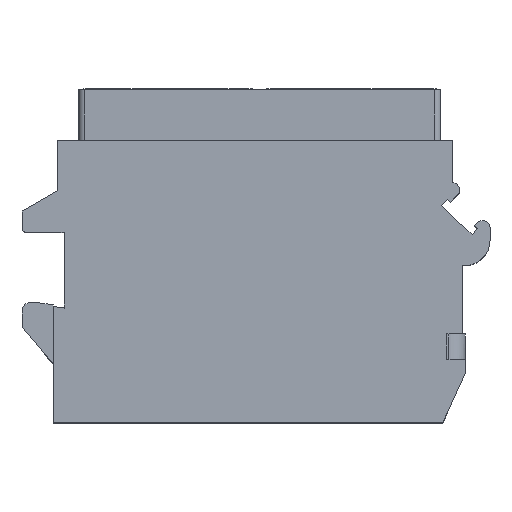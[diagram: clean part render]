
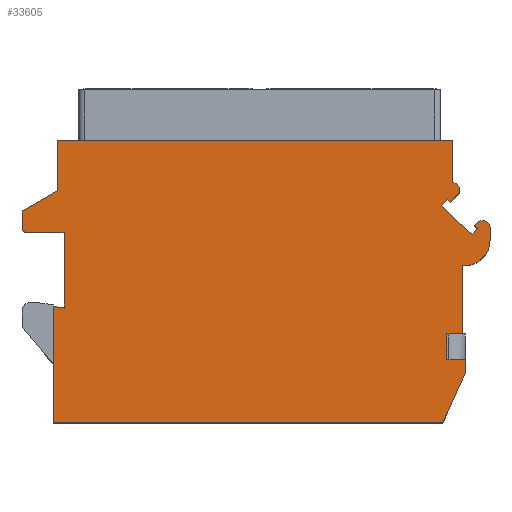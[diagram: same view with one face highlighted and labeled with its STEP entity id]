
A CAD part, top view. The second image highlights one B-rep face of the part: STEP entity #33605.
In plain terms, the highlighted planar face has unit normal (0, 0, 1).
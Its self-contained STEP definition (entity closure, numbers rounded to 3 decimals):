
#382=DIRECTION('',(-1.,0.,0.));
#383=VECTOR('',#382,1.1);
#384=CARTESIAN_POINT('',(14.372,6.3,7.));
#385=LINE('',#384,#383);
#386=DIRECTION('',(0.,-1.,0.));
#387=VECTOR('',#386,1.8);
#388=CARTESIAN_POINT('',(13.272,6.3,7.));
#389=LINE('',#388,#387);
#390=DIRECTION('',(1.,0.,0.));
#391=VECTOR('',#390,1.3);
#392=CARTESIAN_POINT('',(13.272,4.5,7.));
#393=LINE('',#392,#391);
#394=DIRECTION('',(0.,1.,0.));
#395=VECTOR('',#394,1.);
#396=CARTESIAN_POINT('',(14.572,3.5,7.));
#397=LINE('',#396,#395);
#398=DIRECTION('',(0.416,0.909,0.));
#399=VECTOR('',#398,3.848);
#400=CARTESIAN_POINT('',(12.972,0.,7.));
#401=LINE('',#400,#399);
#402=DIRECTION('',(1.,0.,0.));
#403=VECTOR('',#402,27.6);
#404=CARTESIAN_POINT('',(-14.628,0.,7.));
#405=LINE('',#404,#403);
#406=DIRECTION('',(0.,-1.,0.));
#407=VECTOR('',#406,8.232);
#408=CARTESIAN_POINT('',(-14.628,8.232,7.));
#409=LINE('',#408,#407);
#410=DIRECTION('',(-0.991,0.133,0.));
#411=VECTOR('',#410,0.807);
#412=CARTESIAN_POINT('',(-13.828,8.125,7.));
#413=LINE('',#412,#411);
#414=DIRECTION('',(0.,-1.,0.));
#415=VECTOR('',#414,5.375);
#416=CARTESIAN_POINT('',(-13.828,13.5,7.));
#417=LINE('',#416,#415);
#418=DIRECTION('',(1.,0.,0.));
#419=VECTOR('',#418,0.4);
#420=CARTESIAN_POINT('',(-14.228,13.5,7.));
#421=LINE('',#420,#419);
#422=DIRECTION('',(1.,0.,0.));
#423=VECTOR('',#422,2.3);
#424=CARTESIAN_POINT('',(-16.528,13.5,7.));
#425=LINE('',#424,#423);
#426=CARTESIAN_POINT('',(-16.528,13.8,7.));
#427=DIRECTION('',(0.,0.,1.));
#428=DIRECTION('',(-1.,0.,0.));
#429=AXIS2_PLACEMENT_3D('',#426,#427,#428);
#431=DIRECTION('',(0.,-1.,0.));
#432=VECTOR('',#431,1.2);
#433=CARTESIAN_POINT('',(-16.828,15.,7.));
#434=LINE('',#433,#432);
#435=DIRECTION('',(-0.866,-0.5,0.));
#436=VECTOR('',#435,2.887);
#437=CARTESIAN_POINT('',(-14.328,16.443,7.));
#438=LINE('',#437,#436);
#439=DIRECTION('',(0.,-1.,0.));
#440=VECTOR('',#439,3.557);
#441=CARTESIAN_POINT('',(-14.328,20.,7.));
#442=LINE('',#441,#440);
#443=DIRECTION('',(-1.,0.,0.));
#444=VECTOR('',#443,28.);
#445=CARTESIAN_POINT('',(13.672,20.,7.));
#446=LINE('',#445,#444);
#447=DIRECTION('',(0.,1.,0.));
#448=VECTOR('',#447,3.);
#449=CARTESIAN_POINT('',(13.672,17.,7.));
#450=LINE('',#449,#448);
#451=DIRECTION('',(-1.,0.,0.));
#452=VECTOR('',#451,0.01);
#453=CARTESIAN_POINT('',(13.682,17.,7.));
#454=LINE('',#453,#452);
#455=CARTESIAN_POINT('',(13.682,16.5,7.));
#456=DIRECTION('',(0.,0.,1.));
#457=DIRECTION('',(0.718,-0.696,0.));
#458=AXIS2_PLACEMENT_3D('',#455,#456,#457);
#460=DIRECTION('',(0.696,0.718,0.));
#461=VECTOR('',#460,0.738);
#462=CARTESIAN_POINT('',(13.528,15.622,7.));
#463=LINE('',#462,#461);
#464=DIRECTION('',(0.718,-0.696,0.));
#465=VECTOR('',#464,0.3);
#466=CARTESIAN_POINT('',(13.313,15.831,7.));
#467=LINE('',#466,#465);
#468=DIRECTION('',(0.696,0.718,0.));
#469=VECTOR('',#468,0.6);
#470=CARTESIAN_POINT('',(12.895,15.4,7.));
#471=LINE('',#470,#469);
#472=DIRECTION('',(-0.718,0.696,0.));
#473=VECTOR('',#472,3.);
#474=CARTESIAN_POINT('',(15.05,13.313,7.));
#475=LINE('',#474,#473);
#476=DIRECTION('',(-0.696,-0.718,0.));
#477=VECTOR('',#476,0.6);
#478=CARTESIAN_POINT('',(15.468,13.744,7.));
#479=LINE('',#478,#477);
#480=DIRECTION('',(0.718,-0.696,0.));
#481=VECTOR('',#480,0.3);
#482=CARTESIAN_POINT('',(15.252,13.953,7.));
#483=LINE('',#482,#481);
#484=DIRECTION('',(-0.696,-0.718,0.));
#485=VECTOR('',#484,0.303);
#486=CARTESIAN_POINT('',(15.463,14.17,7.));
#487=LINE('',#486,#485);
#488=CARTESIAN_POINT('',(15.822,13.822,7.));
#489=DIRECTION('',(0.,0.,1.));
#490=DIRECTION('',(1.,0.,0.));
#491=AXIS2_PLACEMENT_3D('',#488,#489,#490);
#493=DIRECTION('',(0.,1.,0.));
#494=VECTOR('',#493,0.893);
#495=CARTESIAN_POINT('',(16.322,12.93,7.));
#496=LINE('',#495,#494);
#497=CARTESIAN_POINT('',(14.522,12.93,7.));
#498=DIRECTION('',(0.,0.,1.));
#499=DIRECTION('',(-0.083,-0.997,0.));
#500=AXIS2_PLACEMENT_3D('',#497,#498,#499);
#502=DIRECTION('',(0.,1.,0.));
#503=VECTOR('',#502,4.836);
#504=CARTESIAN_POINT('',(14.372,6.3,7.));
#505=LINE('',#504,#503);
#28114=CARTESIAN_POINT('',(-14.328,20.,7.));
#28115=CARTESIAN_POINT('',(-14.328,16.443,7.));
#28116=VERTEX_POINT('',#28114);
#28117=VERTEX_POINT('',#28115);
#28118=CARTESIAN_POINT('',(-16.828,15.,7.));
#28119=VERTEX_POINT('',#28118);
#28120=CARTESIAN_POINT('',(-16.828,13.8,7.));
#28121=VERTEX_POINT('',#28120);
#28122=CARTESIAN_POINT('',(-16.528,13.5,7.));
#28123=VERTEX_POINT('',#28122);
#28124=CARTESIAN_POINT('',(-14.228,13.5,7.));
#28125=VERTEX_POINT('',#28124);
#28126=CARTESIAN_POINT('',(-13.828,8.125,7.));
#28127=CARTESIAN_POINT('',(-14.628,8.232,7.));
#28128=VERTEX_POINT('',#28126);
#28129=VERTEX_POINT('',#28127);
#28130=CARTESIAN_POINT('',(-14.628,0.,7.));
#28131=VERTEX_POINT('',#28130);
#28132=CARTESIAN_POINT('',(12.972,0.,7.));
#28133=VERTEX_POINT('',#28132);
#28134=CARTESIAN_POINT('',(14.572,3.5,7.));
#28135=VERTEX_POINT('',#28134);
#28136=CARTESIAN_POINT('',(14.372,11.136,7.));
#28137=CARTESIAN_POINT('',(16.322,12.93,7.));
#28138=VERTEX_POINT('',#28136);
#28139=VERTEX_POINT('',#28137);
#28140=CARTESIAN_POINT('',(16.322,13.822,7.));
#28141=VERTEX_POINT('',#28140);
#28142=CARTESIAN_POINT('',(15.463,14.17,7.));
#28143=VERTEX_POINT('',#28142);
#28144=CARTESIAN_POINT('',(15.252,13.953,7.));
#28145=VERTEX_POINT('',#28144);
#28146=CARTESIAN_POINT('',(15.468,13.744,7.));
#28147=VERTEX_POINT('',#28146);
#28148=CARTESIAN_POINT('',(15.05,13.313,7.));
#28149=VERTEX_POINT('',#28148);
#28150=CARTESIAN_POINT('',(12.895,15.4,7.));
#28151=VERTEX_POINT('',#28150);
#28152=CARTESIAN_POINT('',(13.313,15.831,7.));
#28153=VERTEX_POINT('',#28152);
#28154=CARTESIAN_POINT('',(13.528,15.622,7.));
#28155=VERTEX_POINT('',#28154);
#28156=CARTESIAN_POINT('',(14.042,16.152,7.));
#28157=VERTEX_POINT('',#28156);
#28158=CARTESIAN_POINT('',(13.682,17.,7.));
#28159=VERTEX_POINT('',#28158);
#28160=CARTESIAN_POINT('',(13.672,17.,7.));
#28161=VERTEX_POINT('',#28160);
#28162=CARTESIAN_POINT('',(13.672,20.,7.));
#28163=VERTEX_POINT('',#28162);
#28200=CARTESIAN_POINT('',(14.372,6.3,7.));
#28201=CARTESIAN_POINT('',(13.272,6.3,7.));
#28202=VERTEX_POINT('',#28200);
#28203=VERTEX_POINT('',#28201);
#28204=CARTESIAN_POINT('',(13.272,4.5,7.));
#28205=VERTEX_POINT('',#28204);
#28206=CARTESIAN_POINT('',(14.572,4.5,7.));
#28207=VERTEX_POINT('',#28206);
#28290=CARTESIAN_POINT('',(-13.828,13.5,7.));
#28291=VERTEX_POINT('',#28290);
#33566=CARTESIAN_POINT('',(0.,0.,7.));
#33567=DIRECTION('',(0.,0.,1.));
#33568=DIRECTION('',(1.,0.,0.));
#33569=AXIS2_PLACEMENT_3D('',#33566,#33567,#33568);
#33570=PLANE('',#33569);
#33572=ORIENTED_EDGE('',*,*,#33571,.T.);
#33574=ORIENTED_EDGE('',*,*,#33573,.T.);
#33575=ORIENTED_EDGE('',*,*,#33557,.T.);
#33576=ORIENTED_EDGE('',*,*,#33083,.F.);
#33577=ORIENTED_EDGE('',*,*,#33098,.F.);
#33578=ORIENTED_EDGE('',*,*,#33112,.F.);
#33579=ORIENTED_EDGE('',*,*,#33131,.F.);
#33580=ORIENTED_EDGE('',*,*,#33185,.F.);
#33581=ORIENTED_EDGE('',*,*,#33200,.F.);
#33582=ORIENTED_EDGE('',*,*,#33214,.F.);
#33583=ORIENTED_EDGE('',*,*,#33228,.F.);
#33584=ORIENTED_EDGE('',*,*,#33242,.F.);
#33585=ORIENTED_EDGE('',*,*,#33256,.F.);
#33586=ORIENTED_EDGE('',*,*,#33270,.F.);
#33587=ORIENTED_EDGE('',*,*,#33284,.F.);
#33588=ORIENTED_EDGE('',*,*,#33298,.F.);
#33589=ORIENTED_EDGE('',*,*,#33330,.F.);
#33590=ORIENTED_EDGE('',*,*,#33344,.F.);
#33591=ORIENTED_EDGE('',*,*,#33358,.F.);
#33592=ORIENTED_EDGE('',*,*,#33372,.F.);
#33593=ORIENTED_EDGE('',*,*,#33386,.F.);
#33594=ORIENTED_EDGE('',*,*,#33400,.F.);
#33595=ORIENTED_EDGE('',*,*,#33414,.F.);
#33596=ORIENTED_EDGE('',*,*,#33428,.F.);
#33597=ORIENTED_EDGE('',*,*,#33442,.F.);
#33598=ORIENTED_EDGE('',*,*,#33456,.F.);
#33599=ORIENTED_EDGE('',*,*,#33470,.F.);
#33600=ORIENTED_EDGE('',*,*,#33484,.F.);
#33601=ORIENTED_EDGE('',*,*,#33498,.F.);
#33602=ORIENTED_EDGE('',*,*,#33513,.F.);
#33603=EDGE_LOOP('',(#33572,#33574,#33575,#33576,#33577,#33578,#33579,#33580,
#33581,#33582,#33583,#33584,#33585,#33586,#33587,#33588,#33589,#33590,#33591,
#33592,#33593,#33594,#33595,#33596,#33597,#33598,#33599,#33600,#33601,#33602));
#33604=FACE_OUTER_BOUND('',#33603,.F.);
#33605=ADVANCED_FACE('',(#33604),#33570,.T.);
#430=CIRCLE('',#429,0.3);
#459=CIRCLE('',#458,0.5);
#492=CIRCLE('',#491,0.5);
#501=CIRCLE('',#500,1.8);
#33083=EDGE_CURVE('',#28135,#28207,#397,.T.);
#33098=EDGE_CURVE('',#28133,#28135,#401,.T.);
#33112=EDGE_CURVE('',#28131,#28133,#405,.T.);
#33131=EDGE_CURVE('',#28129,#28131,#409,.T.);
#33185=EDGE_CURVE('',#28128,#28129,#413,.T.);
#33200=EDGE_CURVE('',#28291,#28128,#417,.T.);
#33214=EDGE_CURVE('',#28125,#28291,#421,.T.);
#33228=EDGE_CURVE('',#28123,#28125,#425,.T.);
#33242=EDGE_CURVE('',#28121,#28123,#430,.T.);
#33256=EDGE_CURVE('',#28119,#28121,#434,.T.);
#33270=EDGE_CURVE('',#28117,#28119,#438,.T.);
#33284=EDGE_CURVE('',#28116,#28117,#442,.T.);
#33298=EDGE_CURVE('',#28163,#28116,#446,.T.);
#33330=EDGE_CURVE('',#28161,#28163,#450,.T.);
#33344=EDGE_CURVE('',#28159,#28161,#454,.T.);
#33358=EDGE_CURVE('',#28157,#28159,#459,.T.);
#33372=EDGE_CURVE('',#28155,#28157,#463,.T.);
#33386=EDGE_CURVE('',#28153,#28155,#467,.T.);
#33400=EDGE_CURVE('',#28151,#28153,#471,.T.);
#33414=EDGE_CURVE('',#28149,#28151,#475,.T.);
#33428=EDGE_CURVE('',#28147,#28149,#479,.T.);
#33442=EDGE_CURVE('',#28145,#28147,#483,.T.);
#33456=EDGE_CURVE('',#28143,#28145,#487,.T.);
#33470=EDGE_CURVE('',#28141,#28143,#492,.T.);
#33484=EDGE_CURVE('',#28139,#28141,#496,.T.);
#33498=EDGE_CURVE('',#28138,#28139,#501,.T.);
#33513=EDGE_CURVE('',#28202,#28138,#505,.T.);
#33557=EDGE_CURVE('',#28205,#28207,#393,.T.);
#33571=EDGE_CURVE('',#28202,#28203,#385,.T.);
#33573=EDGE_CURVE('',#28203,#28205,#389,.T.);
